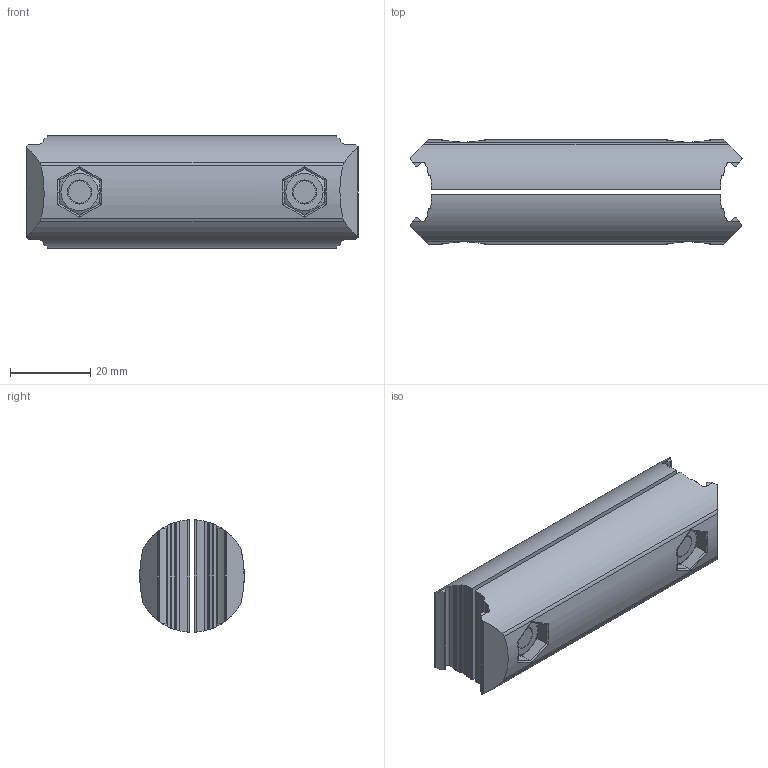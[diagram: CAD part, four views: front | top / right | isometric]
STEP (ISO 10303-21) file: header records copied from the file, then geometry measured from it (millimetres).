
FILE_DESCRIPTION (( 'STEP AP203' ), '1' );
FILE_NAME ('TFS.D28.2.03.04.STEP', '2015-12-15T04:34:30', ( '微软用户' ), ( '微软中国' ), 'SwSTEP 2.0', 'SolidWorks 2012', '' );
FILE_SCHEMA (( 'CONFIG_CONTROL_DESIGN' ));
Length unit declared in the file: millimetre
Products named in the file (1): TFS.D28.2.03.04
Bounding box: 82.67 x 26 x 27.97 mm (x, y, z)
Surface area: 12334.1 mm2 (no closed solid volume)
Topology: 0 solids, 8 shells, 198 faces, 612 edges, 422 vertices
Faces by surface type: plane 84, cylinder 62, bspline 20, torus 16, cone 16
Entity records: 7430 total; most frequent: CARTESIAN_POINT 2351, ORIENTED_EDGE 1104, DIRECTION 902, EDGE_CURVE 608, VERTEX_POINT 422, AXIS2_PLACEMENT_3D 331, LINE 240, VECTOR 240
